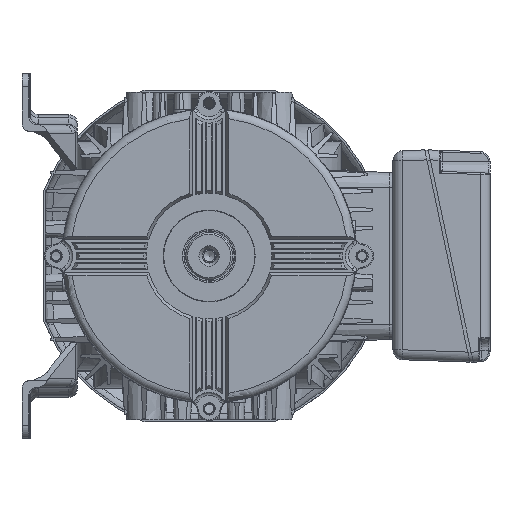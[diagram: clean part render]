
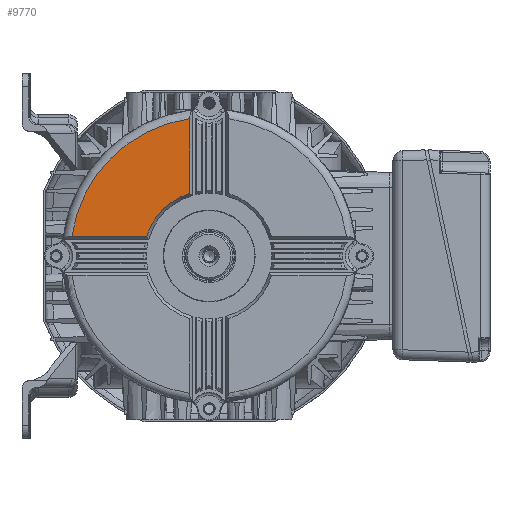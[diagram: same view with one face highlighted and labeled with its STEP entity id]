
A CAD part, front view. The second image highlights one B-rep face of the part: STEP entity #9770.
In plain terms, the highlighted planar face has unit normal (0, -1, 0).
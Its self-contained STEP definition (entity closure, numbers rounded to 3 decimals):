
#9770 = ADVANCED_FACE( '', ( #20382 ), #20383, .T. );
#20382 = FACE_OUTER_BOUND( '', #59548, .T. );
#20383 = PLANE( '', #59549 );
#59548 = EDGE_LOOP( '', ( #89933, #89934, #89935, #89936 ) );
#59549 = AXIS2_PLACEMENT_3D( '', #89937, #89938, #89939 );
#89933 = ORIENTED_EDGE( '', *, *, #104873, .F. );
#89934 = ORIENTED_EDGE( '', *, *, #104341, .T. );
#89935 = ORIENTED_EDGE( '', *, *, #104874, .T. );
#89936 = ORIENTED_EDGE( '', *, *, #101771, .F. );
#89937 = CARTESIAN_POINT( '', ( -39.232, -164., 0. ) );
#89938 = DIRECTION( '', ( 0., -1., 0. ) );
#89939 = DIRECTION( '', ( 0., 0., 1. ) );
#101771 = EDGE_CURVE( '', #118837, #118839, #118840, .T. );
#104341 = EDGE_CURVE( '', #121948, #121946, #121949, .T. );
#104873 = EDGE_CURVE( '', #121948, #118837, #122515, .T. );
#104874 = EDGE_CURVE( '', #121946, #118839, #122516, .T. );
#118837 = VERTEX_POINT( '', #159442 );
#118839 = VERTEX_POINT( '', #159447 );
#118840 = CIRCLE( '', #159448, 39.232 );
#121946 = VERTEX_POINT( '', #167913 );
#121948 = VERTEX_POINT( '', #167928 );
#121949 = CIRCLE( '', #167929, 83. );
#122515 = LINE( '', #169146, #169147 );
#122516 = LINE( '', #169148, #169149 );
#159442 = CARTESIAN_POINT( '', ( -11.732, -164., 37.437 ) );
#159447 = CARTESIAN_POINT( '', ( -37.437, -164., 11.732 ) );
#159448 = AXIS2_PLACEMENT_3D( '', #180173, #180174, #180175 );
#167913 = CARTESIAN_POINT( '', ( -82.167, -164., 11.732 ) );
#167928 = CARTESIAN_POINT( '', ( -11.732, -164., 82.167 ) );
#167929 = AXIS2_PLACEMENT_3D( '', #182550, #182551, #182552 );
#169146 = CARTESIAN_POINT( '', ( -11.732, -164., 100. ) );
#169147 = VECTOR( '', #182874, 1000. );
#169148 = CARTESIAN_POINT( '', ( -100., -164., 11.732 ) );
#169149 = VECTOR( '', #182875, 1000. );
#180173 = CARTESIAN_POINT( '', ( 0., -164., 0. ) );
#180174 = DIRECTION( '', ( 0., -1., 0. ) );
#180175 = DIRECTION( '', ( 0., 0., 1. ) );
#182550 = CARTESIAN_POINT( '', ( 0., -164., 0. ) );
#182551 = DIRECTION( '', ( 0., -1., 0. ) );
#182552 = DIRECTION( '', ( 0., 0., 1. ) );
#182874 = DIRECTION( '', ( 0., 0., -1. ) );
#182875 = DIRECTION( '', ( 1., 0., 0. ) );
